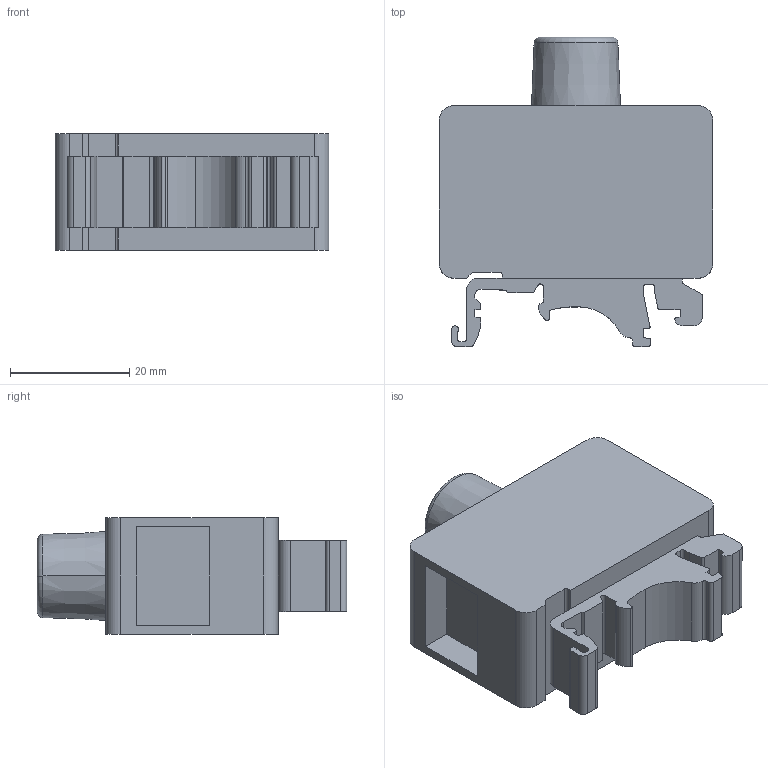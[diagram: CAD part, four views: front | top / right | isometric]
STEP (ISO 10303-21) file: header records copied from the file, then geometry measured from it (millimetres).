
FILE_DESCRIPTION((''),'2;1');
FILE_NAME('UBJ2-2_5RD','2024-07-03T',('dell'),(''),'PRO/ENGINEER BY PARAMETRIC TECHNOLOGY CORPORATION, 2013230','PRO/ENGINEER BY PARAMETRIC TECHNOLOGY CORPORATION, 2013230','');
FILE_SCHEMA(('AUTOMOTIVE_DESIGN { 1 0 10303 214 1 1 1 1 }'));
Length unit declared in the file: millimetre
Products named in the file (1): UBJ2-2_5RD
Bounding box: 46 x 52 x 19.6 mm (x, y, z)
Volume: 28001 mm3; surface area: 8301.8 mm2
Topology: 1 solids, 1 shells, 103 faces, 293 edges, 197 vertices
Faces by surface type: plane 63, cylinder 36, cone 2, torus 2
Entity records: 3480 total; most frequent: CARTESIAN_POINT 595, DIRECTION 588, ORIENTED_EDGE 586, EDGE_CURVE 293, VECTOR 204, LINE 204, VERTEX_POINT 197, AXIS2_PLACEMENT_3D 192
